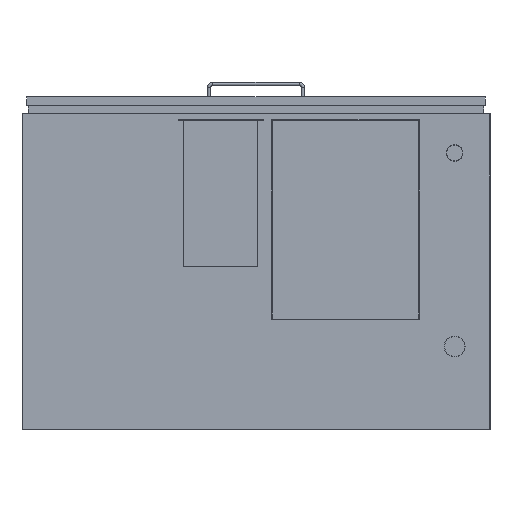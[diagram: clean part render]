
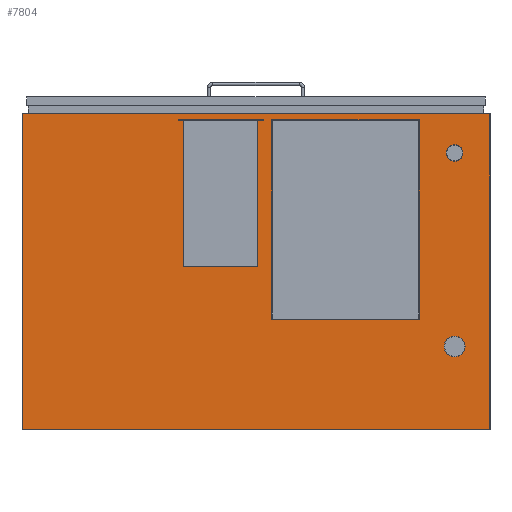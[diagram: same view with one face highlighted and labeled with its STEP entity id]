
A CAD part, front view. The second image highlights one B-rep face of the part: STEP entity #7804.
In plain terms, the highlighted planar face has unit normal (0, -1, 0).
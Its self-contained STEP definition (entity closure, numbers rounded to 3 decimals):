
#76=FACE_BOUND('',#797,.T.);
#77=FACE_BOUND('',#798,.T.);
#78=FACE_BOUND('',#799,.T.);
#94=CIRCLE('',#8314,25.);
#95=CIRCLE('',#8315,25.);
#98=CIRCLE('',#8320,20.);
#99=CIRCLE('',#8321,20.);
#333=FACE_OUTER_BOUND('',#796,.T.);
#796=EDGE_LOOP('',(#5256,#5257,#5258,#5259));
#797=EDGE_LOOP('',(#5260,#5261,#5262,#5263));
#798=EDGE_LOOP('',(#5264,#5265));
#799=EDGE_LOOP('',(#5266,#5267));
#1257=LINE('',#11093,#2254);
#1261=LINE('',#11101,#2258);
#1264=LINE('',#11107,#2261);
#1267=LINE('',#11112,#2264);
#1306=LINE('',#11209,#2303);
#1308=LINE('',#11213,#2305);
#1310=LINE('',#11217,#2307);
#1312=LINE('',#11220,#2309);
#2254=VECTOR('',#8916,10.);
#2258=VECTOR('',#8922,10.);
#2261=VECTOR('',#8927,10.);
#2264=VECTOR('',#8932,10.);
#2303=VECTOR('',#9019,10.);
#2305=VECTOR('',#9023,10.);
#2307=VECTOR('',#9027,10.);
#2309=VECTOR('',#9031,10.);
#3247=VERTEX_POINT('',#11091);
#3248=VERTEX_POINT('',#11092);
#3251=VERTEX_POINT('',#11100);
#3253=VERTEX_POINT('',#11106);
#3257=VERTEX_POINT('',#11120);
#3258=VERTEX_POINT('',#11122);
#3261=VERTEX_POINT('',#11131);
#3262=VERTEX_POINT('',#11133);
#3287=VERTEX_POINT('',#11206);
#3288=VERTEX_POINT('',#11208);
#3289=VERTEX_POINT('',#11212);
#3290=VERTEX_POINT('',#11216);
#4005=EDGE_CURVE('',#3247,#3248,#1257,.T.);
#4009=EDGE_CURVE('',#3248,#3251,#1261,.T.);
#4012=EDGE_CURVE('',#3251,#3253,#1264,.T.);
#4015=EDGE_CURVE('',#3253,#3247,#1267,.T.);
#4020=EDGE_CURVE('',#3258,#3257,#94,.T.);
#4021=EDGE_CURVE('',#3257,#3258,#95,.T.);
#4025=EDGE_CURVE('',#3262,#3261,#98,.T.);
#4026=EDGE_CURVE('',#3261,#3262,#99,.T.);
#4062=EDGE_CURVE('',#3287,#3288,#1306,.T.);
#4064=EDGE_CURVE('',#3289,#3287,#1308,.T.);
#4066=EDGE_CURVE('',#3290,#3289,#1310,.T.);
#4068=EDGE_CURVE('',#3288,#3290,#1312,.T.);
#5256=ORIENTED_EDGE('',*,*,#4068,.F.);
#5257=ORIENTED_EDGE('',*,*,#4062,.F.);
#5258=ORIENTED_EDGE('',*,*,#4064,.F.);
#5259=ORIENTED_EDGE('',*,*,#4066,.F.);
#5260=ORIENTED_EDGE('',*,*,#4005,.T.);
#5261=ORIENTED_EDGE('',*,*,#4009,.T.);
#5262=ORIENTED_EDGE('',*,*,#4012,.T.);
#5263=ORIENTED_EDGE('',*,*,#4015,.T.);
#5264=ORIENTED_EDGE('',*,*,#4020,.T.);
#5265=ORIENTED_EDGE('',*,*,#4021,.T.);
#5266=ORIENTED_EDGE('',*,*,#4025,.T.);
#5267=ORIENTED_EDGE('',*,*,#4026,.T.);
#7389=PLANE('',#8337);
#7804=ADVANCED_FACE('',(#333,#76,#77,#78),#7389,.F.);
#8314=AXIS2_PLACEMENT_3D('',#11123,#8943,#8944);
#8315=AXIS2_PLACEMENT_3D('',#11124,#8945,#8946);
#8320=AXIS2_PLACEMENT_3D('',#11134,#8956,#8957);
#8321=AXIS2_PLACEMENT_3D('',#11135,#8958,#8959);
#8337=AXIS2_PLACEMENT_3D('',#11221,#9032,#9033);
#8916=DIRECTION('',(0.,0.,1.));
#8922=DIRECTION('',(1.,0.,0.));
#8927=DIRECTION('',(0.,0.,-1.));
#8932=DIRECTION('',(-1.,0.,0.));
#8943=DIRECTION('center_axis',(0.,1.,0.));
#8944=DIRECTION('ref_axis',(1.,0.,0.));
#8945=DIRECTION('center_axis',(0.,1.,0.));
#8946=DIRECTION('ref_axis',(1.,0.,0.));
#8956=DIRECTION('center_axis',(0.,1.,0.));
#8957=DIRECTION('ref_axis',(1.,0.,0.));
#8958=DIRECTION('center_axis',(0.,1.,0.));
#8959=DIRECTION('ref_axis',(1.,0.,0.));
#9019=DIRECTION('',(1.,0.,0.));
#9023=DIRECTION('',(0.,0.,1.));
#9027=DIRECTION('',(-1.,0.,0.));
#9031=DIRECTION('',(0.,0.,-1.));
#9032=DIRECTION('center_axis',(0.,1.,0.));
#9033=DIRECTION('ref_axis',(0.,0.,1.));
#11091=CARTESIAN_POINT('',(37.5,0.,-115.));
#11092=CARTESIAN_POINT('',(37.5,0.,365.));
#11093=CARTESIAN_POINT('',(37.5,0.,182.5));
#11100=CARTESIAN_POINT('',(392.5,0.,365.));
#11101=CARTESIAN_POINT('',(196.25,0.,365.));
#11106=CARTESIAN_POINT('',(392.5,0.,-115.));
#11107=CARTESIAN_POINT('',(392.5,0.,-57.5));
#11112=CARTESIAN_POINT('',(18.75,0.,-115.));
#11120=CARTESIAN_POINT('',(452.5,0.,-180.));
#11122=CARTESIAN_POINT('',(502.5,0.,-180.));
#11123=CARTESIAN_POINT('Origin',(477.5,0.,-180.));
#11124=CARTESIAN_POINT('Origin',(477.5,0.,-180.));
#11131=CARTESIAN_POINT('',(457.5,0.,285.));
#11133=CARTESIAN_POINT('',(497.5,0.,285.));
#11134=CARTESIAN_POINT('Origin',(477.5,0.,285.));
#11135=CARTESIAN_POINT('Origin',(477.5,0.,285.));
#11206=CARTESIAN_POINT('',(-562.5,0.,380.));
#11208=CARTESIAN_POINT('',(562.5,0.,380.));
#11209=CARTESIAN_POINT('',(-562.5,0.,380.));
#11212=CARTESIAN_POINT('',(-562.5,0.,-380.));
#11213=CARTESIAN_POINT('',(-562.5,0.,-380.));
#11216=CARTESIAN_POINT('',(562.5,0.,-380.));
#11217=CARTESIAN_POINT('',(562.5,0.,-380.));
#11220=CARTESIAN_POINT('',(562.5,0.,380.));
#11221=CARTESIAN_POINT('Origin',(0.,0.,0.));
